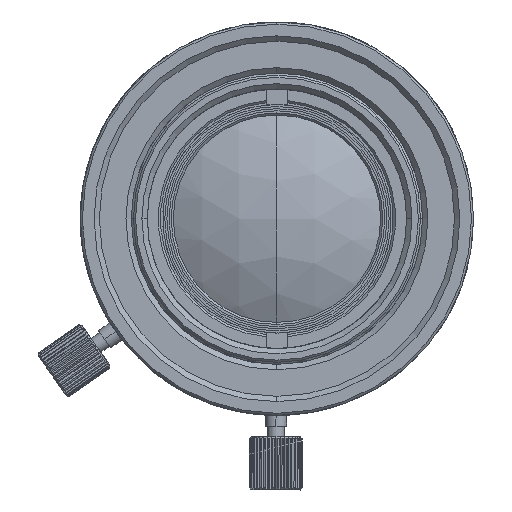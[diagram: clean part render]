
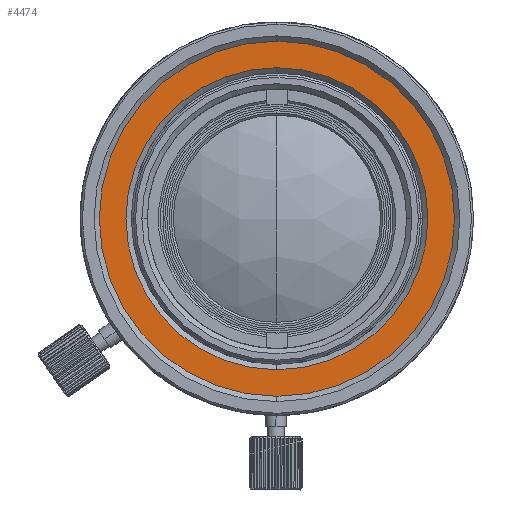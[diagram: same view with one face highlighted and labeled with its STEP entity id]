
A CAD part, left-side view. The second image highlights one B-rep face of the part: STEP entity #4474.
In plain terms, the highlighted planar face has unit normal (-1, 0, 0).
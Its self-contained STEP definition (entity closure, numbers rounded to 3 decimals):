
#882 = EDGE_LOOP ( 'NONE', ( #25196, #23720 ) ) ;
#4026 = DIRECTION ( 'NONE',  ( 0., 0., -1. ) ) ;
#4474 = ADVANCED_FACE ( 'NONE', ( #30031, #31032 ), #40888, .F. ) ;
#9271 = DIRECTION ( 'NONE',  ( -1., 0., 0. ) ) ;
#12488 = ORIENTED_EDGE ( 'NONE', *, *, #49747, .F. ) ;
#13614 = AXIS2_PLACEMENT_3D ( 'NONE', #55342, #65197, #4026 ) ;
#14338 = CARTESIAN_POINT ( 'NONE',  ( -10.3, 0., 0. ) ) ;
#15054 = DIRECTION ( 'NONE',  ( 1., 0., 0. ) ) ;
#19642 = CIRCLE ( 'NONE', #28329, 17.2 ) ;
#20467 = DIRECTION ( 'NONE',  ( 1., 0., 0. ) ) ;
#20700 = CARTESIAN_POINT ( 'NONE',  ( -10.3, 0., -14.2 ) ) ;
#23720 = ORIENTED_EDGE ( 'NONE', *, *, #48965, .F. ) ;
#25196 = ORIENTED_EDGE ( 'NONE', *, *, #38067, .F. ) ;
#26796 = CARTESIAN_POINT ( 'NONE',  ( -10.3, 0., 14.2 ) ) ;
#27325 = VERTEX_POINT ( 'NONE', #64923 ) ;
#28329 = AXIS2_PLACEMENT_3D ( 'NONE', #64414, #47463, #32506 ) ;
#28440 = VERTEX_POINT ( 'NONE', #20700 ) ;
#30031 = FACE_OUTER_BOUND ( 'NONE', #35874, .T. ) ;
#31032 = FACE_BOUND ( 'NONE', #882, .T. ) ;
#31347 = DIRECTION ( 'NONE',  ( 0., 0., -1. ) ) ;
#32506 = DIRECTION ( 'NONE',  ( 0., 0., 1. ) ) ;
#35874 = EDGE_LOOP ( 'NONE', ( #12488, #50468 ) ) ;
#36553 = CIRCLE ( 'NONE', #13614, 14.2 ) ;
#36779 = DIRECTION ( 'NONE',  ( 0., 1., 0. ) ) ;
#38067 = EDGE_CURVE ( 'NONE', #28440, #66253, #36553, .T. ) ;
#38106 = AXIS2_PLACEMENT_3D ( 'NONE', #14338, #9271, #50717 ) ;
#38434 = EDGE_CURVE ( 'NONE', #62116, #27325, #46311, .T. ) ;
#40888 = PLANE ( 'NONE',  #42817 ) ;
#42196 = CARTESIAN_POINT ( 'NONE',  ( -10.3, 0., 0. ) ) ;
#42817 = AXIS2_PLACEMENT_3D ( 'NONE', #46984, #15054, #36779 ) ;
#46311 = CIRCLE ( 'NONE', #49584, 17.2 ) ;
#46984 = CARTESIAN_POINT ( 'NONE',  ( -10.3, 0., 0. ) ) ;
#47463 = DIRECTION ( 'NONE',  ( 1., 0., 0. ) ) ;
#48067 = CARTESIAN_POINT ( 'NONE',  ( -10.3, 0., -17.2 ) ) ;
#48965 = EDGE_CURVE ( 'NONE', #66253, #28440, #61984, .T. ) ;
#49584 = AXIS2_PLACEMENT_3D ( 'NONE', #42196, #20467, #31347 ) ;
#49747 = EDGE_CURVE ( 'NONE', #27325, #62116, #19642, .T. ) ;
#50468 = ORIENTED_EDGE ( 'NONE', *, *, #38434, .F. ) ;
#50717 = DIRECTION ( 'NONE',  ( 0., 0., 1. ) ) ;
#55342 = CARTESIAN_POINT ( 'NONE',  ( -10.3, 0., 0. ) ) ;
#61984 = CIRCLE ( 'NONE', #38106, 14.2 ) ;
#62116 = VERTEX_POINT ( 'NONE', #48067 ) ;
#64414 = CARTESIAN_POINT ( 'NONE',  ( -10.3, 0., 0. ) ) ;
#64923 = CARTESIAN_POINT ( 'NONE',  ( -10.3, 0., 17.2 ) ) ;
#65197 = DIRECTION ( 'NONE',  ( -1., 0., 0. ) ) ;
#66253 = VERTEX_POINT ( 'NONE', #26796 ) ;
